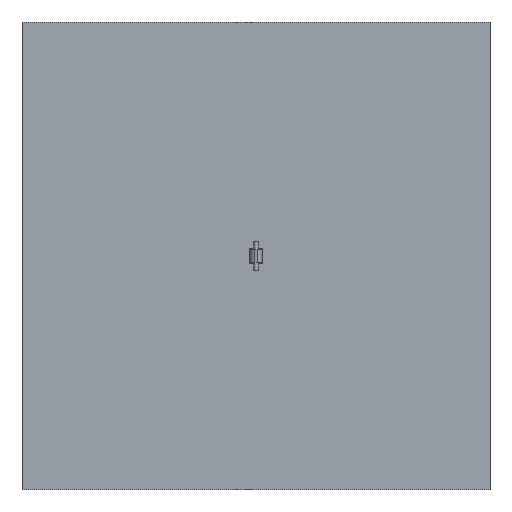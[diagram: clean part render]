
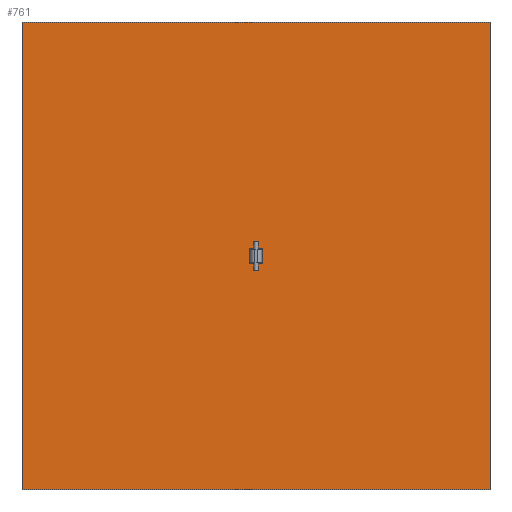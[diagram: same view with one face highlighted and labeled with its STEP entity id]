
A CAD part, front view. The second image highlights one B-rep face of the part: STEP entity #761.
In plain terms, the highlighted planar face has unit normal (0, -1, 0).
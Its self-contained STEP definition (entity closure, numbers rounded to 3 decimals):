
#5 = CARTESIAN_POINT ( 'NONE',  ( -525., 0., 525. ) ) ;
#16 = CARTESIAN_POINT ( 'NONE',  ( 525., 0., 525. ) ) ;
#57 = ORIENTED_EDGE ( 'NONE', *, *, #794, .T. ) ;
#59 = VECTOR ( 'NONE', #722, 1000. ) ;
#60 = CARTESIAN_POINT ( 'NONE',  ( -525., 0., 525. ) ) ;
#65 = ORIENTED_EDGE ( 'NONE', *, *, #252, .T. ) ;
#66 = VECTOR ( 'NONE', #494, 1000. ) ;
#85 = VERTEX_POINT ( 'NONE', #499 ) ;
#86 = VECTOR ( 'NONE', #649, 1000. ) ;
#92 = FACE_BOUND ( 'NONE', #764, .T. ) ;
#101 = CARTESIAN_POINT ( 'NONE',  ( 15., 0., -17.5 ) ) ;
#114 = VECTOR ( 'NONE', #584, 1000. ) ;
#120 = LINE ( 'NONE', #60, #114 ) ;
#143 = CARTESIAN_POINT ( 'NONE',  ( 525., 0., 525. ) ) ;
#146 = PLANE ( 'NONE',  #501 ) ;
#170 = DIRECTION ( 'NONE',  ( 1., 0., 0. ) ) ;
#171 = EDGE_CURVE ( 'NONE', #793, #312, #210, .T. ) ;
#206 = VECTOR ( 'NONE', #215, 1000. ) ;
#209 = VECTOR ( 'NONE', #170, 1000. ) ;
#210 = LINE ( 'NONE', #5, #86 ) ;
#215 = DIRECTION ( 'NONE',  ( 0., 0., -1. ) ) ;
#224 = DIRECTION ( 'NONE',  ( 0., 0., -1. ) ) ;
#225 = DIRECTION ( 'NONE',  ( 1., 0., 0. ) ) ;
#250 = EDGE_CURVE ( 'NONE', #547, #339, #520, .T. ) ;
#252 = EDGE_CURVE ( 'NONE', #85, #329, #331, .T. ) ;
#260 = CARTESIAN_POINT ( 'NONE',  ( -15., 0., -17.5 ) ) ;
#312 = VERTEX_POINT ( 'NONE', #485 ) ;
#313 = EDGE_CURVE ( 'NONE', #312, #643, #826, .T. ) ;
#329 = VERTEX_POINT ( 'NONE', #101 ) ;
#331 = LINE ( 'NONE', #812, #206 ) ;
#336 = ORIENTED_EDGE ( 'NONE', *, *, #773, .T. ) ;
#339 = VERTEX_POINT ( 'NONE', #412 ) ;
#346 = VECTOR ( 'NONE', #225, 1000. ) ;
#352 = LINE ( 'NONE', #414, #209 ) ;
#355 = FACE_OUTER_BOUND ( 'NONE', #441, .T. ) ;
#393 = ORIENTED_EDGE ( 'NONE', *, *, #250, .T. ) ;
#405 = CARTESIAN_POINT ( 'NONE',  ( 0., 0., 0. ) ) ;
#412 = CARTESIAN_POINT ( 'NONE',  ( -15., 0., 17.5 ) ) ;
#414 = CARTESIAN_POINT ( 'NONE',  ( 0., 0., 17.5 ) ) ;
#441 = EDGE_LOOP ( 'NONE', ( #708, #770, #813, #463 ) ) ;
#454 = CARTESIAN_POINT ( 'NONE',  ( -15., 0., 0. ) ) ;
#463 = ORIENTED_EDGE ( 'NONE', *, *, #505, .F. ) ;
#485 = CARTESIAN_POINT ( 'NONE',  ( -525., 0., -525. ) ) ;
#494 = DIRECTION ( 'NONE',  ( -1., 0., 0. ) ) ;
#499 = CARTESIAN_POINT ( 'NONE',  ( 15., 0., 17.5 ) ) ;
#501 = AXIS2_PLACEMENT_3D ( 'NONE', #405, #668, #224 ) ;
#505 = EDGE_CURVE ( 'NONE', #793, #696, #120, .T. ) ;
#520 = LINE ( 'NONE', #454, #716 ) ;
#546 = LINE ( 'NONE', #559, #66 ) ;
#547 = VERTEX_POINT ( 'NONE', #260 ) ;
#559 = CARTESIAN_POINT ( 'NONE',  ( 0., 0., -17.5 ) ) ;
#564 = EDGE_CURVE ( 'NONE', #696, #643, #796, .T. ) ;
#584 = DIRECTION ( 'NONE',  ( 1., 0., 0. ) ) ;
#643 = VERTEX_POINT ( 'NONE', #730 ) ;
#649 = DIRECTION ( 'NONE',  ( 0., 0., -1. ) ) ;
#668 = DIRECTION ( 'NONE',  ( 0., -1., 0. ) ) ;
#696 = VERTEX_POINT ( 'NONE', #16 ) ;
#708 = ORIENTED_EDGE ( 'NONE', *, *, #171, .T. ) ;
#716 = VECTOR ( 'NONE', #717, 1000. ) ;
#717 = DIRECTION ( 'NONE',  ( 0., 0., 1. ) ) ;
#722 = DIRECTION ( 'NONE',  ( 0., 0., -1. ) ) ;
#730 = CARTESIAN_POINT ( 'NONE',  ( 525., 0., -525. ) ) ;
#761 = ADVANCED_FACE ( 'NONE', ( #92, #355 ), #146, .T. ) ;
#764 = EDGE_LOOP ( 'NONE', ( #65, #57, #393, #336 ) ) ;
#770 = ORIENTED_EDGE ( 'NONE', *, *, #313, .T. ) ;
#773 = EDGE_CURVE ( 'NONE', #339, #85, #352, .T. ) ;
#793 = VERTEX_POINT ( 'NONE', #828 ) ;
#794 = EDGE_CURVE ( 'NONE', #329, #547, #546, .T. ) ;
#796 = LINE ( 'NONE', #143, #59 ) ;
#812 = CARTESIAN_POINT ( 'NONE',  ( 15., 0., 0. ) ) ;
#813 = ORIENTED_EDGE ( 'NONE', *, *, #564, .F. ) ;
#820 = CARTESIAN_POINT ( 'NONE',  ( -525., 0., -525. ) ) ;
#826 = LINE ( 'NONE', #820, #346 ) ;
#828 = CARTESIAN_POINT ( 'NONE',  ( -525., 0., 525. ) ) ;
